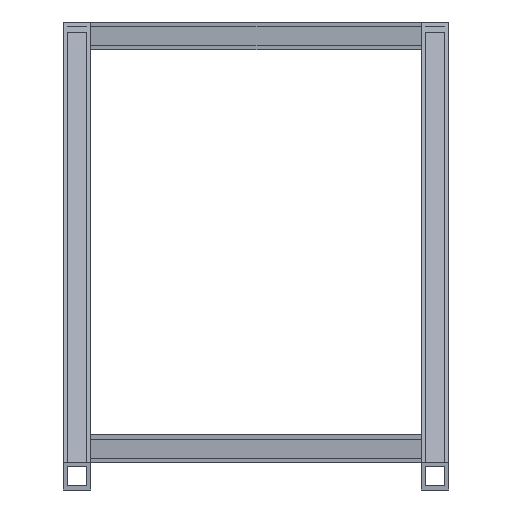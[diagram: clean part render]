
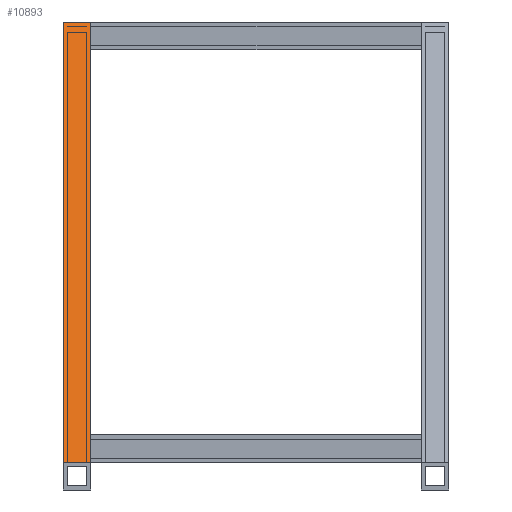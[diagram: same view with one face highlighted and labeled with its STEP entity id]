
A CAD part, left-side view. The second image highlights one B-rep face of the part: STEP entity #10893.
In plain terms, the highlighted planar face has unit normal (-0.923, 0, 0.385).
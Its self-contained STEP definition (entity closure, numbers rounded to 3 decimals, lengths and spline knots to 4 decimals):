
#613 = PLANE('',#614);
#614 = AXIS2_PLACEMENT_3D('',#615,#616,#617);
#615 = CARTESIAN_POINT('',(0.,4.89,0.7533));
#616 = DIRECTION('',(0.,1.,0.));
#617 = DIRECTION('',(0.,0.,-1.));
#957 = PLANE('',#958);
#958 = AXIS2_PLACEMENT_3D('',#959,#960,#961);
#959 = CARTESIAN_POINT('',(4.2386,5.24,3.2556));
#960 = DIRECTION('',(-0.,1.,0.));
#961 = DIRECTION('',(1.,0.,0.));
#1617 = VERTEX_POINT('',#1618);
#1618 = CARTESIAN_POINT('',(0.1167,4.89,0.9283));
#1632 = PLANE('',#1633);
#1633 = AXIS2_PLACEMENT_3D('',#1634,#1635,#1636);
#1634 = CARTESIAN_POINT('',(0.,5.0575,0.9283));
#1635 = DIRECTION('',(0.,0.,-1.));
#1636 = DIRECTION('',(0.,-1.,0.));
#1644 = EDGE_CURVE('',#1617,#1645,#1647,.T.);
#1645 = VERTEX_POINT('',#1646);
#1646 = CARTESIAN_POINT('',(2.45,4.89,6.5282));
#1647 = SURFACE_CURVE('',#1648,(#1652,#1659),.PCURVE_S1.);
#1648 = LINE('',#1649,#1650);
#1649 = CARTESIAN_POINT('',(0.0269,4.89,0.7129));
#1650 = VECTOR('',#1651,1.);
#1651 = DIRECTION('',(0.385,0.,0.923));
#1652 = PCURVE('',#613,#1653);
#1653 = DEFINITIONAL_REPRESENTATION('',(#1654),#1658);
#1654 = LINE('',#1655,#1656);
#1655 = CARTESIAN_POINT('',(0.04,-0.027));
#1656 = VECTOR('',#1657,1.);
#1657 = DIRECTION('',(-0.923,-0.385));
#1658 = ( GEOMETRIC_REPRESENTATION_CONTEXT(2) 
PARAMETRIC_REPRESENTATION_CONTEXT() REPRESENTATION_CONTEXT('2D SPACE',''
  ) );
#1659 = PCURVE('',#1660,#1665);
#1660 = PLANE('',#1661);
#1661 = AXIS2_PLACEMENT_3D('',#1662,#1663,#1664);
#1662 = CARTESIAN_POINT('',(0.0269,5.0576,
    0.7129));
#1663 = DIRECTION('',(0.923,0.,-0.385));
#1664 = DIRECTION('',(0.,-1.,0.));
#1665 = DEFINITIONAL_REPRESENTATION('',(#1666),#1670);
#1666 = LINE('',#1667,#1668);
#1667 = CARTESIAN_POINT('',(0.168,0.));
#1668 = VECTOR('',#1669,1.);
#1669 = DIRECTION('',(0.,-1.));
#1670 = ( GEOMETRIC_REPRESENTATION_CONTEXT(2) 
PARAMETRIC_REPRESENTATION_CONTEXT() REPRESENTATION_CONTEXT('2D SPACE',''
  ) );
#1688 = PLANE('',#1689);
#1689 = AXIS2_PLACEMENT_3D('',#1690,#1691,#1692);
#1690 = CARTESIAN_POINT('',(2.45,5.24,6.3533));
#1691 = DIRECTION('',(-1.,0.,0.));
#1692 = DIRECTION('',(0.,0.,-1.));
#6441 = VERTEX_POINT('',#6442);
#6442 = CARTESIAN_POINT('',(0.1167,5.24,0.9283));
#6463 = EDGE_CURVE('',#6441,#6464,#6466,.T.);
#6464 = VERTEX_POINT('',#6465);
#6465 = CARTESIAN_POINT('',(2.45,5.24,6.5282));
#6466 = SURFACE_CURVE('',#6467,(#6471,#6478),.PCURVE_S1.);
#6467 = LINE('',#6468,#6469);
#6468 = CARTESIAN_POINT('',(0.0269,5.24,0.7129));
#6469 = VECTOR('',#6470,1.);
#6470 = DIRECTION('',(0.385,0.,0.923));
#6471 = PCURVE('',#957,#6472);
#6472 = DEFINITIONAL_REPRESENTATION('',(#6473),#6477);
#6473 = LINE('',#6474,#6475);
#6474 = CARTESIAN_POINT('',(-4.212,2.543));
#6475 = VECTOR('',#6476,1.);
#6476 = DIRECTION('',(0.385,-0.923));
#6477 = ( GEOMETRIC_REPRESENTATION_CONTEXT(2) 
PARAMETRIC_REPRESENTATION_CONTEXT() REPRESENTATION_CONTEXT('2D SPACE',''
  ) );
#6478 = PCURVE('',#1660,#6479);
#6479 = DEFINITIONAL_REPRESENTATION('',(#6480),#6484);
#6480 = LINE('',#6481,#6482);
#6481 = CARTESIAN_POINT('',(-0.182,-0.));
#6482 = VECTOR('',#6483,1.);
#6483 = DIRECTION('',(0.,-1.));
#6484 = ( GEOMETRIC_REPRESENTATION_CONTEXT(2) 
PARAMETRIC_REPRESENTATION_CONTEXT() REPRESENTATION_CONTEXT('2D SPACE',''
  ) );
#10872 = EDGE_CURVE('',#1617,#6441,#10873,.T.);
#10873 = SURFACE_CURVE('',#10874,(#10878,#10885),.PCURVE_S1.);
#10874 = LINE('',#10875,#10876);
#10875 = CARTESIAN_POINT('',(0.1167,5.0575,
    0.9283));
#10876 = VECTOR('',#10877,1.);
#10877 = DIRECTION('',(0.,1.,0.));
#10878 = PCURVE('',#1632,#10879);
#10879 = DEFINITIONAL_REPRESENTATION('',(#10880),#10884);
#10880 = LINE('',#10881,#10882);
#10881 = CARTESIAN_POINT('',(0.,-0.117));
#10882 = VECTOR('',#10883,1.);
#10883 = DIRECTION('',(-1.,-0.));
#10884 = ( GEOMETRIC_REPRESENTATION_CONTEXT(2) 
PARAMETRIC_REPRESENTATION_CONTEXT() REPRESENTATION_CONTEXT('2D SPACE',''
  ) );
#10885 = PCURVE('',#1660,#10886);
#10886 = DEFINITIONAL_REPRESENTATION('',(#10887),#10891);
#10887 = LINE('',#10888,#10889);
#10888 = CARTESIAN_POINT('',(0.,-0.233));
#10889 = VECTOR('',#10890,1.);
#10890 = DIRECTION('',(-1.,-0.));
#10891 = ( GEOMETRIC_REPRESENTATION_CONTEXT(2) 
PARAMETRIC_REPRESENTATION_CONTEXT() REPRESENTATION_CONTEXT('2D SPACE',''
  ) );
#10893 = ADVANCED_FACE('',(#10894),#1660,.F.);
#10894 = FACE_BOUND('',#10895,.T.);
#10895 = EDGE_LOOP('',(#10896,#10897,#10918,#10919));
#10896 = ORIENTED_EDGE('',*,*,#1644,.T.);
#10897 = ORIENTED_EDGE('',*,*,#10898,.T.);
#10898 = EDGE_CURVE('',#1645,#6464,#10899,.T.);
#10899 = SURFACE_CURVE('',#10900,(#10904,#10911),.PCURVE_S1.);
#10900 = LINE('',#10901,#10902);
#10901 = CARTESIAN_POINT('',(2.45,5.0576,6.5282));
#10902 = VECTOR('',#10903,1.);
#10903 = DIRECTION('',(0.,1.,0.));
#10904 = PCURVE('',#1660,#10905);
#10905 = DEFINITIONAL_REPRESENTATION('',(#10906),#10910);
#10906 = LINE('',#10907,#10908);
#10907 = CARTESIAN_POINT('',(0.,-6.3));
#10908 = VECTOR('',#10909,1.);
#10909 = DIRECTION('',(-1.,-0.));
#10910 = ( GEOMETRIC_REPRESENTATION_CONTEXT(2) 
PARAMETRIC_REPRESENTATION_CONTEXT() REPRESENTATION_CONTEXT('2D SPACE',''
  ) );
#10911 = PCURVE('',#1688,#10912);
#10912 = DEFINITIONAL_REPRESENTATION('',(#10913),#10917);
#10913 = LINE('',#10914,#10915);
#10914 = CARTESIAN_POINT('',(-0.175,0.182));
#10915 = VECTOR('',#10916,1.);
#10916 = DIRECTION('',(0.,-1.));
#10917 = ( GEOMETRIC_REPRESENTATION_CONTEXT(2) 
PARAMETRIC_REPRESENTATION_CONTEXT() REPRESENTATION_CONTEXT('2D SPACE',''
  ) );
#10918 = ORIENTED_EDGE('',*,*,#6463,.F.);
#10919 = ORIENTED_EDGE('',*,*,#10872,.F.);
